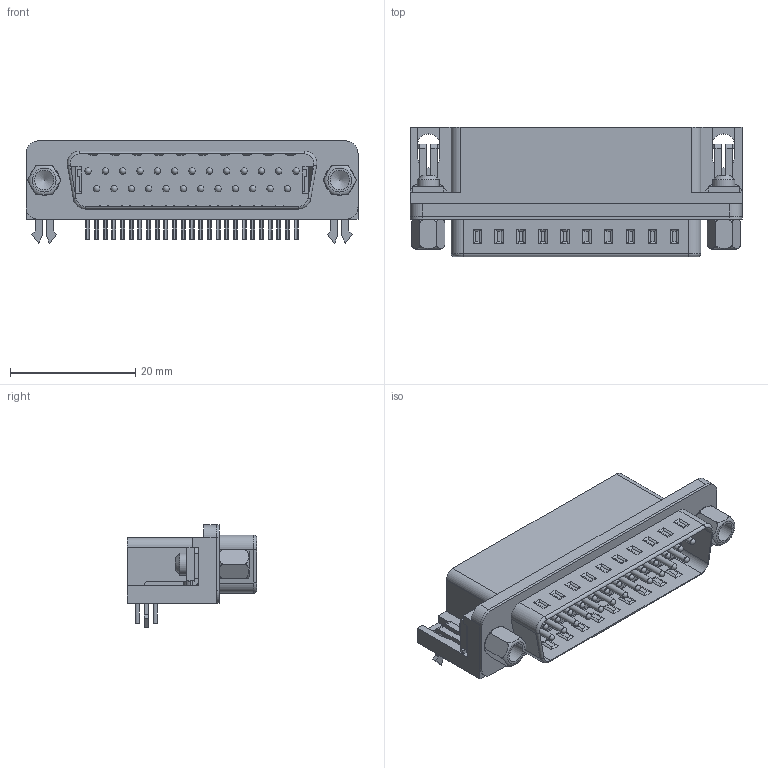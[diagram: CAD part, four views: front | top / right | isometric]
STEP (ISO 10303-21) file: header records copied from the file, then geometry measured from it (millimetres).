
FILE_DESCRIPTION(/* description */ ('Unknown'),/* implementation_level */ '2;1');
FILE_NAME(/* name */ '618025231421',/* time_stamp */ '2021-12-22T12:24:09+01:00',/* author */ ('Unknown'),/* organization */ ('Unknown'),/* preprocessor_version */ 'ST-DEVELOPER v16.7',/* originating_system */ 'Solid Edge',/* authorisation */ 'Unknown');
FILE_SCHEMA (('AUTOMOTIVE_DESIGN {1 0 10303 214 3 1 1}'));
Length unit declared in the file: millimetre
Products named in the file (9): 6180xx231421; 6180252xxx21; 6180252xxx21_ARRIERE; 6180xx2xxx21_SERRAGE; 6180xx2xxx21_PIN_COURTE; 6180xx2xxx21_PIN_LONGUE; 61802523xx21_CLIP; 6180xx2xxx21_VISSE
Assembly tree (34 placements, depth 2):
  6180xx231421
    6180252xxx21
    6180252xxx21_ARRIERE
    6180xx2xxx21_SERRAGE  x2
    6180252xxx21
    6180xx2xxx21_PIN_COURTE  x12
    6180xx2xxx21_PIN_LONGUE  x13
    61802523xx21_CLIP  x2
    6180xx2xxx21_VISSE  x2
Bounding box: 53.04 x 20.65 x 16.35 mm (x, y, z)
Volume: 6296.6 mm3; surface area: 12300.2 mm2
Topology: 34 solids, 34 shells, 1623 faces, 4184 edges, 2615 vertices
Faces by surface type: plane 856, bspline 375, cylinder 320, cone 35, sphere 25, torus 12
Full cylindrical faces by diameter (mm): 0.7 x12, 0.8 x13, 1 x50, 3.121 x4, 3.5 x2, 4 x8
Entity records: 28954 total; most frequent: CARTESIAN_POINT 8561, ORIENTED_EDGE 4100, DIRECTION 3974, EDGE_CURVE 2050, LINE 1642, VECTOR 1642, VERTEX_POINT 1377, AXIS2_PLACEMENT_3D 1166
